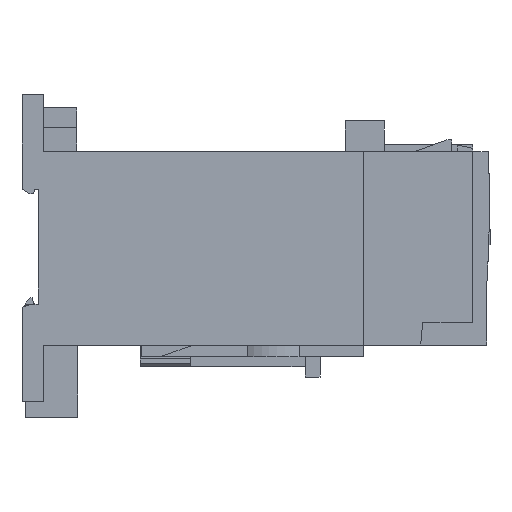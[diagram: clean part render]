
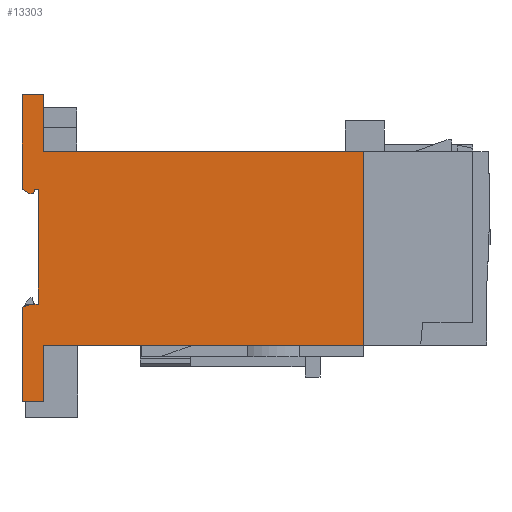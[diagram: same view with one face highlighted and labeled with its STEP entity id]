
A CAD part, left-side view. The second image highlights one B-rep face of the part: STEP entity #13303.
In plain terms, the highlighted planar face has unit normal (-1, 0, 0).
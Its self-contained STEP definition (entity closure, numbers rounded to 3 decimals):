
#3938 = CARTESIAN_POINT ( 'NONE',  ( -60., -165., -95. ) ) ;
#3939 = DIRECTION ( 'NONE',  ( 0., 0., -1. ) ) ;
#3940 = VECTOR ( 'NONE', #3939, 1000. ) ;
#3941 = CARTESIAN_POINT ( 'NONE',  ( -60., -165., -96.5 ) ) ;
#3942 = LINE ( 'NONE', #3941, #3940 ) ;
#3943 = CARTESIAN_POINT ( 'NONE',  ( -60., -165., 4. ) ) ;
#4183 = CARTESIAN_POINT ( 'NONE',  ( -60., -105., 4. ) ) ;
#4184 = DIRECTION ( 'NONE',  ( 0., 0., 1. ) ) ;
#4185 = VECTOR ( 'NONE', #4184, 1000. ) ;
#4186 = CARTESIAN_POINT ( 'NONE',  ( -60., -105., -96.5 ) ) ;
#4187 = LINE ( 'NONE', #4186, #4185 ) ;
#4207 = CARTESIAN_POINT ( 'NONE',  ( -60., -105., -95. ) ) ;
#4855 = CARTESIAN_POINT ( 'NONE',  ( -60., -116.75, -96.5 ) ) ;
#4856 = DIRECTION ( 'NONE',  ( 0., 1., 0. ) ) ;
#4857 = VECTOR ( 'NONE', #4856, 1000. ) ;
#4858 = CARTESIAN_POINT ( 'NONE',  ( -60., -165., -96.5 ) ) ;
#4859 = LINE ( 'NONE', #4858, #4857 ) ;
#4860 = CARTESIAN_POINT ( 'NONE',  ( -60., -152.25, -96.5 ) ) ;
#6874 = CARTESIAN_POINT ( 'NONE',  ( -60., -116.75, -97.55 ) ) ;
#6875 = DIRECTION ( 'NONE',  ( 0., 0.966, 0.259 ) ) ;
#6876 = VECTOR ( 'NONE', #6875, 1000. ) ;
#6877 = CARTESIAN_POINT ( 'NONE',  ( -60., -116.75, -97.55 ) ) ;
#6878 = LINE ( 'NONE', #6877, #6876 ) ;
#6879 = CARTESIAN_POINT ( 'NONE',  ( -60., -118.15, -99.075 ) ) ;
#6880 = CARTESIAN_POINT ( 'NONE',  ( -60., -118.15, -97.925 ) ) ;
#6881 = DIRECTION ( 'NONE',  ( 0., 0., -1. ) ) ;
#6882 = VECTOR ( 'NONE', #6881, 1000. ) ;
#6883 = CARTESIAN_POINT ( 'NONE',  ( -60., -118.15, -95. ) ) ;
#6884 = LINE ( 'NONE', #6883, #6882 ) ;
#6885 = DIRECTION ( 'NONE',  ( 0., 0., -1. ) ) ;
#6886 = DIRECTION ( 'NONE',  ( -1., 0., 0. ) ) ;
#6887 = CARTESIAN_POINT ( 'NONE',  ( -60., -121., -357. ) ) ;
#6888 = AXIS2_PLACEMENT_3D ( 'NONE', #6887, #6886, #6885 ) ;
#6889 = PLANE ( 'NONE',  #6888 ) ;
#6890 = FACE_OUTER_BOUND ( 'NONE', #13304, .T. ) ;
#6939 = DIRECTION ( 'NONE',  ( 0., -0.5, 0.866 ) ) ;
#6940 = VECTOR ( 'NONE', #6939, 1000. ) ;
#6941 = CARTESIAN_POINT ( 'NONE',  ( -60., -118.15, -99.075 ) ) ;
#6942 = LINE ( 'NONE', #6941, #6940 ) ;
#6944 = CARTESIAN_POINT ( 'NONE',  ( -60., -116.75, -101.5 ) ) ;
#6945 = DIRECTION ( 'NONE',  ( 0., 1., 0. ) ) ;
#6946 = VECTOR ( 'NONE', #6945, 1000. ) ;
#6947 = CARTESIAN_POINT ( 'NONE',  ( -60., -118.15, -101.5 ) ) ;
#6952 = LINE ( 'NONE', #6947, #6946 ) ;
#6971 = CARTESIAN_POINT ( 'NONE',  ( -60., -87.5, -95. ) ) ;
#6972 = LINE ( 'NONE', #6971, #7032 ) ;
#6973 = CARTESIAN_POINT ( 'NONE',  ( -60., -87.5, -95. ) ) ;
#6974 = DIRECTION ( 'NONE',  ( 0., 1., 0. ) ) ;
#6975 = VECTOR ( 'NONE', #6974, 1000. ) ;
#6976 = CARTESIAN_POINT ( 'NONE',  ( -60., -87.5, -95. ) ) ;
#6977 = LINE ( 'NONE', #6976, #6975 ) ;
#6978 = DIRECTION ( 'NONE',  ( 0., 1., 0. ) ) ;
#6979 = VECTOR ( 'NONE', #6978, 1000. ) ;
#6980 = CARTESIAN_POINT ( 'NONE',  ( -60., -121., 4. ) ) ;
#6981 = LINE ( 'NONE', #6980, #6979 ) ;
#6982 = DIRECTION ( 'NONE',  ( 0., 1., 0. ) ) ;
#6983 = VECTOR ( 'NONE', #6982, 1000. ) ;
#6984 = CARTESIAN_POINT ( 'NONE',  ( -60., -152.25, -95. ) ) ;
#6985 = LINE ( 'NONE', #6984, #6983 ) ;
#7006 = CARTESIAN_POINT ( 'NONE',  ( -60., -182.5, -95. ) ) ;
#7007 = DIRECTION ( 'NONE',  ( 0., 0., -1. ) ) ;
#7008 = VECTOR ( 'NONE', #7007, 1000. ) ;
#7009 = CARTESIAN_POINT ( 'NONE',  ( -60., -182.5, -95. ) ) ;
#7010 = LINE ( 'NONE', #7009, #7008 ) ;
#7011 = CARTESIAN_POINT ( 'NONE',  ( -60., -182.5, -101.5 ) ) ;
#7012 = DIRECTION ( 'NONE',  ( 0., 1., 0. ) ) ;
#7013 = VECTOR ( 'NONE', #7012, 1000. ) ;
#7014 = CARTESIAN_POINT ( 'NONE',  ( -60., -152.25, -101.5 ) ) ;
#7015 = LINE ( 'NONE', #7014, #7013 ) ;
#7016 = CARTESIAN_POINT ( 'NONE',  ( -60., -153.25, -101.5 ) ) ;
#7017 = DIRECTION ( 'NONE',  ( 0., -0.316, -0.949 ) ) ;
#7018 = VECTOR ( 'NONE', #7017, 1000. ) ;
#7019 = CARTESIAN_POINT ( 'NONE',  ( -60., -156.306, -110.668 ) ) ;
#7020 = LINE ( 'NONE', #7019, #7018 ) ;
#7021 = CARTESIAN_POINT ( 'NONE',  ( -60., -152.25, -98.5 ) ) ;
#7022 = DIRECTION ( 'NONE',  ( 0., 0., -1. ) ) ;
#7023 = VECTOR ( 'NONE', #7022, 1000. ) ;
#7024 = CARTESIAN_POINT ( 'NONE',  ( -60., -152.25, -95. ) ) ;
#7025 = LINE ( 'NONE', #7024, #7023 ) ;
#7026 = DIRECTION ( 'NONE',  ( 0., 0., 1. ) ) ;
#7027 = VECTOR ( 'NONE', #7026, 1000. ) ;
#7028 = CARTESIAN_POINT ( 'NONE',  ( -60., -116.75, -96.5 ) ) ;
#7029 = LINE ( 'NONE', #7028, #7027 ) ;
#7030 = CARTESIAN_POINT ( 'NONE',  ( -60., -87.5, -101.5 ) ) ;
#7031 = DIRECTION ( 'NONE',  ( 0., 0., -1. ) ) ;
#7032 = VECTOR ( 'NONE', #7031, 1000. ) ;
#11499 = VERTEX_POINT ( 'NONE', #3943 ) ;
#11501 = EDGE_CURVE ( 'NONE', #11499, #11502, #3942, .T. ) ;
#11502 = VERTEX_POINT ( 'NONE', #3938 ) ;
#11665 = EDGE_CURVE ( 'NONE', #11689, #11666, #4187, .T. ) ;
#11666 = VERTEX_POINT ( 'NONE', #4183 ) ;
#11689 = VERTEX_POINT ( 'NONE', #4207 ) ;
#11994 = VERTEX_POINT ( 'NONE', #4860 ) ;
#11996 = EDGE_CURVE ( 'NONE', #11994, #11997, #4859, .T. ) ;
#11997 = VERTEX_POINT ( 'NONE', #4855 ) ;
#13303 = ADVANCED_FACE ( 'NONE', ( #6890 ), #6889, .T. ) ;
#13304 = EDGE_LOOP ( 'NONE', ( #13305, #13309, #13312, #13372, #13373, #13376, #13379, #13382, #13359, #13361, #13362, #13364, #13365, #13368, #13344, #13347 ) ) ;
#13305 = ORIENTED_EDGE ( 'NONE', *, *, #13306, .F. ) ;
#13306 = EDGE_CURVE ( 'NONE', #13307, #13308, #6884, .T. ) ;
#13307 = VERTEX_POINT ( 'NONE', #6880 ) ;
#13308 = VERTEX_POINT ( 'NONE', #6879 ) ;
#13309 = ORIENTED_EDGE ( 'NONE', *, *, #13310, .T. ) ;
#13310 = EDGE_CURVE ( 'NONE', #13307, #13311, #6878, .T. ) ;
#13311 = VERTEX_POINT ( 'NONE', #6874 ) ;
#13312 = ORIENTED_EDGE ( 'NONE', *, *, #13371, .T. ) ;
#13344 = ORIENTED_EDGE ( 'NONE', *, *, #13345, .F. ) ;
#13345 = EDGE_CURVE ( 'NONE', #13346, #13370, #6952, .T. ) ;
#13346 = VERTEX_POINT ( 'NONE', #6944 ) ;
#13347 = ORIENTED_EDGE ( 'NONE', *, *, #13348, .T. ) ;
#13348 = EDGE_CURVE ( 'NONE', #13346, #13308, #6942, .T. ) ;
#13359 = ORIENTED_EDGE ( 'NONE', *, *, #13360, .T. ) ;
#13360 = EDGE_CURVE ( 'NONE', #13384, #11502, #6985, .T. ) ;
#13361 = ORIENTED_EDGE ( 'NONE', *, *, #11501, .F. ) ;
#13362 = ORIENTED_EDGE ( 'NONE', *, *, #13363, .T. ) ;
#13363 = EDGE_CURVE ( 'NONE', #11499, #11666, #6981, .T. ) ;
#13364 = ORIENTED_EDGE ( 'NONE', *, *, #11665, .F. ) ;
#13365 = ORIENTED_EDGE ( 'NONE', *, *, #13366, .T. ) ;
#13366 = EDGE_CURVE ( 'NONE', #11689, #13367, #6977, .T. ) ;
#13367 = VERTEX_POINT ( 'NONE', #6973 ) ;
#13368 = ORIENTED_EDGE ( 'NONE', *, *, #13369, .T. ) ;
#13369 = EDGE_CURVE ( 'NONE', #13367, #13370, #6972, .T. ) ;
#13370 = VERTEX_POINT ( 'NONE', #7030 ) ;
#13371 = EDGE_CURVE ( 'NONE', #13311, #11997, #7029, .T. ) ;
#13372 = ORIENTED_EDGE ( 'NONE', *, *, #11996, .F. ) ;
#13373 = ORIENTED_EDGE ( 'NONE', *, *, #13374, .T. ) ;
#13374 = EDGE_CURVE ( 'NONE', #11994, #13375, #7025, .T. ) ;
#13375 = VERTEX_POINT ( 'NONE', #7021 ) ;
#13376 = ORIENTED_EDGE ( 'NONE', *, *, #13377, .T. ) ;
#13377 = EDGE_CURVE ( 'NONE', #13375, #13378, #7020, .T. ) ;
#13378 = VERTEX_POINT ( 'NONE', #7016 ) ;
#13379 = ORIENTED_EDGE ( 'NONE', *, *, #13380, .F. ) ;
#13380 = EDGE_CURVE ( 'NONE', #13381, #13378, #7015, .T. ) ;
#13381 = VERTEX_POINT ( 'NONE', #7011 ) ;
#13382 = ORIENTED_EDGE ( 'NONE', *, *, #13383, .F. ) ;
#13383 = EDGE_CURVE ( 'NONE', #13384, #13381, #7010, .T. ) ;
#13384 = VERTEX_POINT ( 'NONE', #7006 ) ;
